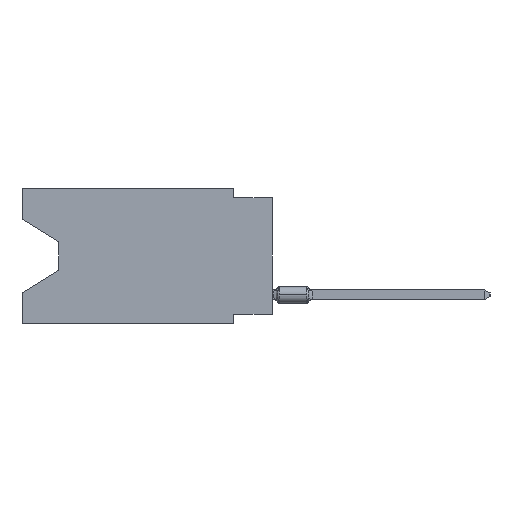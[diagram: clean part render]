
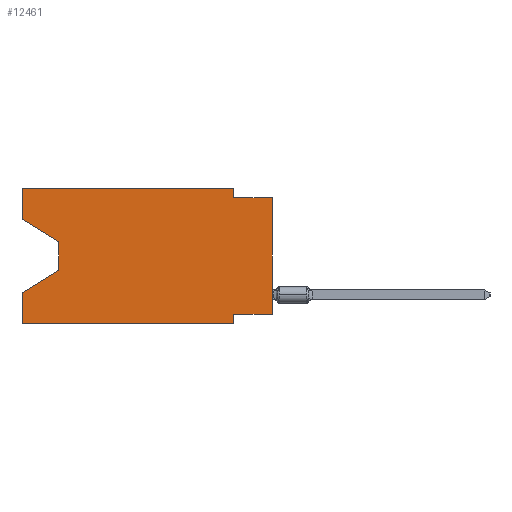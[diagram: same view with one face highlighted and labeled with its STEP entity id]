
A CAD part, left-side view. The second image highlights one B-rep face of the part: STEP entity #12461.
In plain terms, the highlighted planar face has unit normal (-1, 0, 0).
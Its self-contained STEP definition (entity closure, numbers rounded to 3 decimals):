
#71 = VERTEX_POINT ( 'NONE', #3641 ) ;
#452 = ORIENTED_EDGE ( 'NONE', *, *, #31990, .T. ) ;
#720 = CARTESIAN_POINT ( 'NONE',  ( 0., 0., -0.635 ) ) ;
#1102 = LINE ( 'NONE', #35038, #28023 ) ;
#1155 = LINE ( 'NONE', #29718, #8968 ) ;
#1576 = CARTESIAN_POINT ( 'NONE',  ( 0., 16.383, -2.038 ) ) ;
#2212 = CARTESIAN_POINT ( 'NONE',  ( 0., 13.97, -5.385 ) ) ;
#2356 = DIRECTION ( 'NONE',  ( 0., -1., 0. ) ) ;
#3146 = ORIENTED_EDGE ( 'NONE', *, *, #13065, .T. ) ;
#3163 = ORIENTED_EDGE ( 'NONE', *, *, #23105, .F. ) ;
#3247 = EDGE_CURVE ( 'NONE', #19924, #16136, #6998, .T. ) ;
#3398 = CARTESIAN_POINT ( 'NONE',  ( 0., 2.54, -8.89 ) ) ;
#3641 = CARTESIAN_POINT ( 'NONE',  ( 0., 16.383, -6.852 ) ) ;
#4231 = VERTEX_POINT ( 'NONE', #8623 ) ;
#5103 = VERTEX_POINT ( 'NONE', #30818 ) ;
#5767 = DIRECTION ( 'NONE',  ( 0., 0., 1. ) ) ;
#6425 = VERTEX_POINT ( 'NONE', #3398 ) ;
#6629 = VERTEX_POINT ( 'NONE', #11094 ) ;
#6642 = EDGE_LOOP ( 'NONE', ( #3146, #452, #7582, #12658, #10843, #36408, #10295, #35861, #3163, #36199, #10801, #14329 ) ) ;
#6985 = DIRECTION ( 'NONE',  ( 0., -1., 0. ) ) ;
#6998 = LINE ( 'NONE', #32244, #36561 ) ;
#7582 = ORIENTED_EDGE ( 'NONE', *, *, #29875, .T. ) ;
#7996 = CARTESIAN_POINT ( 'NONE',  ( 0., 16.383, 0. ) ) ;
#8337 = VERTEX_POINT ( 'NONE', #23146 ) ;
#8438 = CARTESIAN_POINT ( 'NONE',  ( 0., 13.97, -5.385 ) ) ;
#8623 = CARTESIAN_POINT ( 'NONE',  ( 0., 2.54, -0.635 ) ) ;
#8699 = VERTEX_POINT ( 'NONE', #8438 ) ;
#8894 = CARTESIAN_POINT ( 'NONE',  ( 0., 2.54, 0. ) ) ;
#8947 = CARTESIAN_POINT ( 'NONE',  ( 0., 0., -8.255 ) ) ;
#8968 = VECTOR ( 'NONE', #15438, 1000. ) ;
#9430 = DIRECTION ( 'NONE',  ( 0., 0., -1. ) ) ;
#9847 = CARTESIAN_POINT ( 'NONE',  ( 0., 13.97, -3.505 ) ) ;
#10295 = ORIENTED_EDGE ( 'NONE', *, *, #31873, .F. ) ;
#10627 = DIRECTION ( 'NONE',  ( 0., 0., -1. ) ) ;
#10801 = ORIENTED_EDGE ( 'NONE', *, *, #28941, .F. ) ;
#10843 = ORIENTED_EDGE ( 'NONE', *, *, #35530, .T. ) ;
#11094 = CARTESIAN_POINT ( 'NONE',  ( 0., 16.383, -2.038 ) ) ;
#11457 = AXIS2_PLACEMENT_3D ( 'NONE', #21590, #30117, #10627 ) ;
#12461 = ADVANCED_FACE ( 'NONE', ( #18800 ), #27175, .F. ) ;
#12587 = DIRECTION ( 'NONE',  ( 0., -1., 0. ) ) ;
#12658 = ORIENTED_EDGE ( 'NONE', *, *, #16736, .F. ) ;
#13065 = EDGE_CURVE ( 'NONE', #6629, #8337, #18827, .T. ) ;
#13093 = DIRECTION ( 'NONE',  ( 0., -0.855, -0.519 ) ) ;
#13310 = CARTESIAN_POINT ( 'NONE',  ( 0., 0., -0.635 ) ) ;
#13536 = LINE ( 'NONE', #2212, #15127 ) ;
#13760 = LINE ( 'NONE', #7996, #27183 ) ;
#14329 = ORIENTED_EDGE ( 'NONE', *, *, #20905, .F. ) ;
#15127 = VECTOR ( 'NONE', #31144, 1000. ) ;
#15438 = DIRECTION ( 'NONE',  ( 0., 0., 1. ) ) ;
#16136 = VERTEX_POINT ( 'NONE', #720 ) ;
#16736 = EDGE_CURVE ( 'NONE', #5103, #71, #13760, .T. ) ;
#16930 = VERTEX_POINT ( 'NONE', #27284 ) ;
#17132 = DIRECTION ( 'NONE',  ( 0., 1., 0. ) ) ;
#18036 = DIRECTION ( 'NONE',  ( 0., 0., -1. ) ) ;
#18227 = VECTOR ( 'NONE', #18036, 1000. ) ;
#18800 = FACE_OUTER_BOUND ( 'NONE', #6642, .T. ) ;
#18827 = LINE ( 'NONE', #1576, #28679 ) ;
#19924 = VERTEX_POINT ( 'NONE', #20717 ) ;
#20717 = CARTESIAN_POINT ( 'NONE',  ( 0., 0., -8.255 ) ) ;
#20746 = LINE ( 'NONE', #21280, #35463 ) ;
#20905 = EDGE_CURVE ( 'NONE', #6629, #36224, #1155, .T. ) ;
#21280 = CARTESIAN_POINT ( 'NONE',  ( 0., 16.383, 0. ) ) ;
#21590 = CARTESIAN_POINT ( 'NONE',  ( 0., 16.383, 0. ) ) ;
#23105 = EDGE_CURVE ( 'NONE', #4231, #16136, #30003, .T. ) ;
#23146 = CARTESIAN_POINT ( 'NONE',  ( 0., 13.97, -3.505 ) ) ;
#23247 = LINE ( 'NONE', #8947, #28886 ) ;
#24462 = VERTEX_POINT ( 'NONE', #8894 ) ;
#24530 = VECTOR ( 'NONE', #2356, 1000. ) ;
#25756 = CARTESIAN_POINT ( 'NONE',  ( 0., 2.54, -8.89 ) ) ;
#26529 = CARTESIAN_POINT ( 'NONE',  ( 0., 2.54, 0. ) ) ;
#27175 = PLANE ( 'NONE',  #11457 ) ;
#27183 = VECTOR ( 'NONE', #5767, 1000. ) ;
#27284 = CARTESIAN_POINT ( 'NONE',  ( 0., 2.54, -8.255 ) ) ;
#28023 = VECTOR ( 'NONE', #12587, 1000. ) ;
#28679 = VECTOR ( 'NONE', #13093, 1000. ) ;
#28886 = VECTOR ( 'NONE', #17132, 1000. ) ;
#28941 = EDGE_CURVE ( 'NONE', #36224, #24462, #20746, .T. ) ;
#29532 = LINE ( 'NONE', #9847, #18227 ) ;
#29718 = CARTESIAN_POINT ( 'NONE',  ( 0., 16.383, 0. ) ) ;
#29875 = EDGE_CURVE ( 'NONE', #8699, #71, #13536, .T. ) ;
#30003 = LINE ( 'NONE', #13310, #24530 ) ;
#30117 = DIRECTION ( 'NONE',  ( 1., 0., 0. ) ) ;
#30818 = CARTESIAN_POINT ( 'NONE',  ( 0., 16.383, -8.89 ) ) ;
#31119 = DIRECTION ( 'NONE',  ( 0., 0., -1. ) ) ;
#31144 = DIRECTION ( 'NONE',  ( 0., 0.855, -0.519 ) ) ;
#31873 = EDGE_CURVE ( 'NONE', #19924, #16930, #23247, .T. ) ;
#31990 = EDGE_CURVE ( 'NONE', #8337, #8699, #29532, .T. ) ;
#32069 = DIRECTION ( 'NONE',  ( 0., 0., 1. ) ) ;
#32244 = CARTESIAN_POINT ( 'NONE',  ( 0., 0., 0. ) ) ;
#33200 = EDGE_CURVE ( 'NONE', #24462, #4231, #34851, .T. ) ;
#33947 = VECTOR ( 'NONE', #31119, 1000. ) ;
#34265 = LINE ( 'NONE', #25756, #33947 ) ;
#34307 = VECTOR ( 'NONE', #9430, 1000. ) ;
#34623 = EDGE_CURVE ( 'NONE', #16930, #6425, #34265, .T. ) ;
#34851 = LINE ( 'NONE', #26529, #34307 ) ;
#35038 = CARTESIAN_POINT ( 'NONE',  ( 0., 16.383, -8.89 ) ) ;
#35463 = VECTOR ( 'NONE', #6985, 1000. ) ;
#35530 = EDGE_CURVE ( 'NONE', #5103, #6425, #1102, .T. ) ;
#35861 = ORIENTED_EDGE ( 'NONE', *, *, #3247, .T. ) ;
#36199 = ORIENTED_EDGE ( 'NONE', *, *, #33200, .F. ) ;
#36224 = VERTEX_POINT ( 'NONE', #36517 ) ;
#36408 = ORIENTED_EDGE ( 'NONE', *, *, #34623, .F. ) ;
#36517 = CARTESIAN_POINT ( 'NONE',  ( 0., 16.383, 0. ) ) ;
#36561 = VECTOR ( 'NONE', #32069, 1000. ) ;
